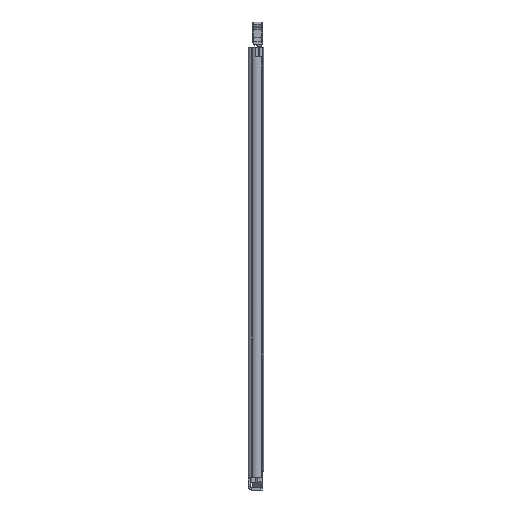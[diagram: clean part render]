
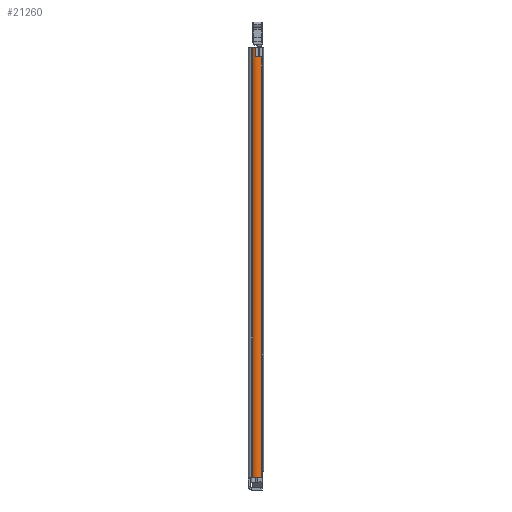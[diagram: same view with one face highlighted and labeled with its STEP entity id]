
A CAD part, front view. The second image highlights one B-rep face of the part: STEP entity #21260.
In plain terms, the highlighted cylindrical face has radius 7.6 mm (diameter 15.2 mm), a partial arc.
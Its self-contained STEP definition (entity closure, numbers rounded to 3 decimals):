
#442 = VERTEX_POINT ( 'NONE', #11097 ) ;
#1031 = VERTEX_POINT ( 'NONE', #10171 ) ;
#2241 = DIRECTION ( 'NONE',  ( 0., 0., 1. ) ) ;
#2361 = LINE ( 'NONE', #30613, #6655 ) ;
#2393 = CIRCLE ( 'NONE', #30518, 7.6 ) ;
#2563 = CYLINDRICAL_SURFACE ( 'NONE', #22986, 7.6 ) ;
#2652 = EDGE_CURVE ( 'NONE', #27351, #7470, #27033, .T. ) ;
#4115 = DIRECTION ( 'NONE',  ( 0., 0., 1. ) ) ;
#4313 = ORIENTED_EDGE ( 'NONE', *, *, #2652, .T. ) ;
#4823 = CARTESIAN_POINT ( 'NONE',  ( 10.602, -30.5, 0. ) ) ;
#6655 = VECTOR ( 'NONE', #30790, 1000. ) ;
#6792 = EDGE_CURVE ( 'NONE', #11498, #1031, #24613, .T. ) ;
#7470 = VERTEX_POINT ( 'NONE', #25630 ) ;
#7796 = EDGE_CURVE ( 'NONE', #7470, #1031, #28736, .T. ) ;
#9871 = EDGE_LOOP ( 'NONE', ( #18947, #29740, #20404, #4313, #26851, #16717 ) ) ;
#10001 = EDGE_CURVE ( 'NONE', #27351, #442, #25341, .T. ) ;
#10171 = CARTESIAN_POINT ( 'NONE',  ( 5.244, -35.891, 0. ) ) ;
#11071 = AXIS2_PLACEMENT_3D ( 'NONE', #21843, #16371, #26502 ) ;
#11097 = CARTESIAN_POINT ( 'NONE',  ( 16.488, -35.307, -12.2 ) ) ;
#11498 = VERTEX_POINT ( 'NONE', #27134 ) ;
#11696 = EDGE_CURVE ( 'NONE', #16065, #442, #2361, .T. ) ;
#11992 = DIRECTION ( 'NONE',  ( 0., 0., 1. ) ) ;
#12709 = DIRECTION ( 'NONE',  ( 1., 0., 0. ) ) ;
#13537 = EDGE_CURVE ( 'NONE', #11498, #16065, #2393, .T. ) ;
#14356 = VECTOR ( 'NONE', #4115, 1000. ) ;
#14672 = DIRECTION ( 'NONE',  ( 1., 0., 0. ) ) ;
#16065 = VERTEX_POINT ( 'NONE', #31170 ) ;
#16371 = DIRECTION ( 'NONE',  ( 0., 0., 1. ) ) ;
#16717 = ORIENTED_EDGE ( 'NONE', *, *, #6792, .F. ) ;
#17312 = DIRECTION ( 'NONE',  ( 0., 0., -1. ) ) ;
#18947 = ORIENTED_EDGE ( 'NONE', *, *, #13537, .T. ) ;
#19253 = CARTESIAN_POINT ( 'NONE',  ( 8.413, -37.778, -558.8 ) ) ;
#20088 = CARTESIAN_POINT ( 'NONE',  ( 8.413, -37.778, -12.2 ) ) ;
#20404 = ORIENTED_EDGE ( 'NONE', *, *, #10001, .F. ) ;
#20459 = VECTOR ( 'NONE', #11992, 1000. ) ;
#21260 = ADVANCED_FACE ( 'NONE', ( #22211 ), #2563, .T. ) ;
#21843 = CARTESIAN_POINT ( 'NONE',  ( 10.602, -30.5, -12.2 ) ) ;
#22211 = FACE_OUTER_BOUND ( 'NONE', #9871, .T. ) ;
#22986 = AXIS2_PLACEMENT_3D ( 'NONE', #27986, #2241, #12709 ) ;
#23430 = AXIS2_PLACEMENT_3D ( 'NONE', #4823, #17312, #14672 ) ;
#24613 = LINE ( 'NONE', #27253, #20459 ) ;
#25341 = CIRCLE ( 'NONE', #11071, 7.6 ) ;
#25630 = CARTESIAN_POINT ( 'NONE',  ( 8.413, -37.778, 0. ) ) ;
#26502 = DIRECTION ( 'NONE',  ( 1., 0., 0. ) ) ;
#26542 = DIRECTION ( 'NONE',  ( 0., 0., 1. ) ) ;
#26851 = ORIENTED_EDGE ( 'NONE', *, *, #7796, .T. ) ;
#27024 = CARTESIAN_POINT ( 'NONE',  ( 10.602, -30.5, -542.8 ) ) ;
#27033 = LINE ( 'NONE', #19253, #14356 ) ;
#27134 = CARTESIAN_POINT ( 'NONE',  ( 5.244, -35.891, -542.8 ) ) ;
#27253 = CARTESIAN_POINT ( 'NONE',  ( 5.244, -35.891, -558.8 ) ) ;
#27351 = VERTEX_POINT ( 'NONE', #20088 ) ;
#27986 = CARTESIAN_POINT ( 'NONE',  ( 10.602, -30.5, -558.8 ) ) ;
#28736 = CIRCLE ( 'NONE', #23430, 7.6 ) ;
#29533 = DIRECTION ( 'NONE',  ( 1., 0., 0. ) ) ;
#29740 = ORIENTED_EDGE ( 'NONE', *, *, #11696, .T. ) ;
#30518 = AXIS2_PLACEMENT_3D ( 'NONE', #27024, #26542, #29533 ) ;
#30613 = CARTESIAN_POINT ( 'NONE',  ( 16.488, -35.307, -558.8 ) ) ;
#30790 = DIRECTION ( 'NONE',  ( 0., 0., 1. ) ) ;
#31170 = CARTESIAN_POINT ( 'NONE',  ( 16.488, -35.307, -542.8 ) ) ;
